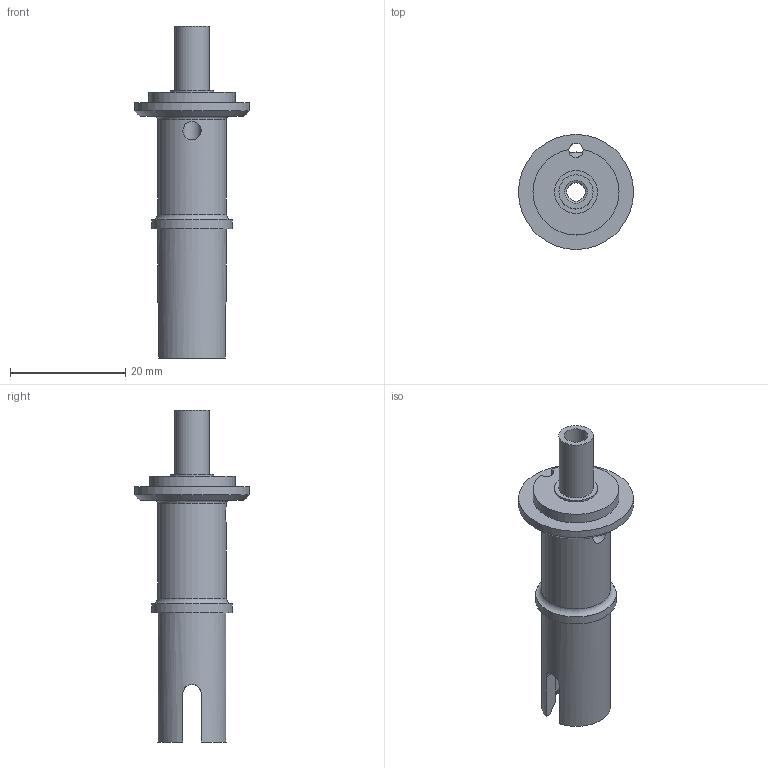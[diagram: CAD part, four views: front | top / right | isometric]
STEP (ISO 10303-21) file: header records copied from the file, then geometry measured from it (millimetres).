
FILE_DESCRIPTION(/* description */ ('STEP AP242','CAx-IF Rec.Pracs.---Representation and Presentation of Product Manufacturing Information (PMI)---4.0---2014-10-13','CAx-IF Rec.Pracs.---3D Tessellated Geometry---0.4---2014-09-14','2;1'),/* implementation_level */ '2;1');
FILE_NAME(/* name */ '652d5f56d105785019206987',/* time_stamp */ '2023-10-16T16:05:43Z',/* author */ (''),/* organization */ (''),/* preprocessor_version */ 'ST-DEVELOPER v19.4',/* originating_system */ ' ',/* authorisation */ ' ');
FILE_SCHEMA (('AP242_MANAGED_MODEL_BASED_3D_ENGINEERING_MIM_LF { 1 0 10303 442 1 1 4 }'));
Length unit declared in the file: metre
Products named in the file (1): 23015
Bounding box: 20 x 20 x 57.7 mm (x, y, z)
Volume: 4075 mm3; surface area: 3739.4 mm2
Topology: 1 solids, 1 shells, 34 faces, 83 edges, 53 vertices
Faces by surface type: cylinder 14, plane 13, cone 5, torus 2
Full cylindrical faces by diameter (mm): 2.5 x1, 3.2 x2, 4 x1, 5.95 x1, 7.5 x1, 7.8 x1, 11.96 x2, 14 x1, 20 x1
Entity records: 932 total; most frequent: CARTESIAN_POINT 196, DIRECTION 152, ORIENTED_EDGE 120, AXIS2_PLACEMENT_3D 67, EDGE_CURVE 60, EDGE_LOOP 59, FACE_BOUND 59, VERTEX_POINT 47
